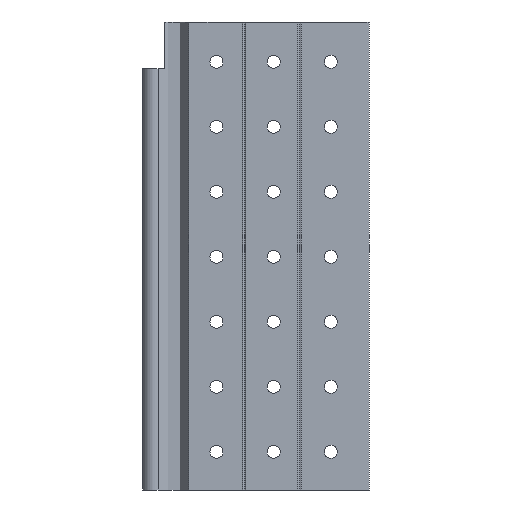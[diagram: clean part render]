
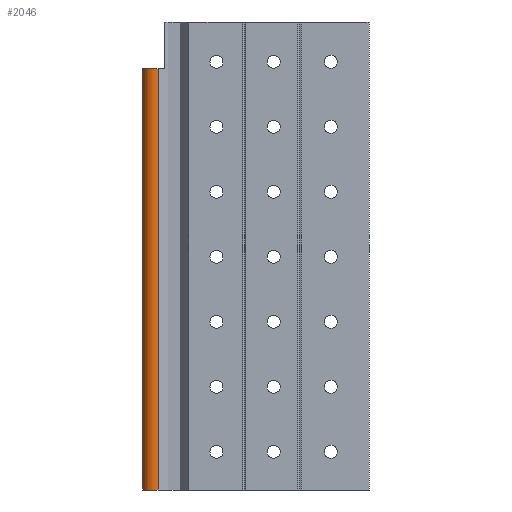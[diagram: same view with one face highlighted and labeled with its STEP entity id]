
A CAD part, left-side view. The second image highlights one B-rep face of the part: STEP entity #2046.
In plain terms, the highlighted cylindrical face has radius 6 mm (diameter 12 mm), a partial arc.
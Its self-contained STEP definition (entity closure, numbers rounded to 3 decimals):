
#72 = CARTESIAN_POINT ( 'NONE',  ( 14.275, 127.4, -27. ) ) ;
#84 = LINE ( 'NONE', #1668, #1639 ) ;
#126 = EDGE_LOOP ( 'NONE', ( #2527, #1897, #1430, #840 ) ) ;
#152 = CYLINDRICAL_SURFACE ( 'NONE', #1747, 6. ) ;
#176 = VERTEX_POINT ( 'NONE', #72 ) ;
#205 = DIRECTION ( 'NONE',  ( 0., 0., -1. ) ) ;
#259 = DIRECTION ( 'NONE',  ( 0., 0., 1. ) ) ;
#310 = VERTEX_POINT ( 'NONE', #1134 ) ;
#490 = DIRECTION ( 'NONE',  ( 0., 1., 0. ) ) ;
#773 = CARTESIAN_POINT ( 'NONE',  ( 9.078, 124.4, -270. ) ) ;
#840 = ORIENTED_EDGE ( 'NONE', *, *, #1766, .T. ) ;
#918 = VERTEX_POINT ( 'NONE', #1853 ) ;
#998 = DIRECTION ( 'NONE',  ( -1., 0., 0. ) ) ;
#1124 = AXIS2_PLACEMENT_3D ( 'NONE', #1980, #205, #998 ) ;
#1134 = CARTESIAN_POINT ( 'NONE',  ( 3.882, 121.4, -270. ) ) ;
#1239 = VERTEX_POINT ( 'NONE', #1685 ) ;
#1430 = ORIENTED_EDGE ( 'NONE', *, *, #2134, .F. ) ;
#1477 = DIRECTION ( 'NONE',  ( 0., 0., -1. ) ) ;
#1619 = CIRCLE ( 'NONE', #1124, 6. ) ;
#1639 = VECTOR ( 'NONE', #2247, 1000. ) ;
#1668 = CARTESIAN_POINT ( 'NONE',  ( 3.882, 121.4, -270. ) ) ;
#1685 = CARTESIAN_POINT ( 'NONE',  ( 14.275, 127.4, -270. ) ) ;
#1696 = CARTESIAN_POINT ( 'NONE',  ( 14.275, 127.4, -270. ) ) ;
#1747 = AXIS2_PLACEMENT_3D ( 'NONE', #773, #2524, #1784 ) ;
#1766 = EDGE_CURVE ( 'NONE', #310, #918, #84, .T. ) ;
#1783 = EDGE_CURVE ( 'NONE', #1239, #176, #2456, .T. ) ;
#1784 = DIRECTION ( 'NONE',  ( 1., 0., 0. ) ) ;
#1853 = CARTESIAN_POINT ( 'NONE',  ( 3.882, 121.4, -27. ) ) ;
#1897 = ORIENTED_EDGE ( 'NONE', *, *, #1783, .F. ) ;
#1980 = CARTESIAN_POINT ( 'NONE',  ( 9.078, 124.4, -270. ) ) ;
#2046 = ADVANCED_FACE ( 'NONE', ( #2552 ), #152, .T. ) ;
#2077 = CARTESIAN_POINT ( 'NONE',  ( 9.078, 124.4, -27. ) ) ;
#2120 = AXIS2_PLACEMENT_3D ( 'NONE', #2077, #1477, #490 ) ;
#2134 = EDGE_CURVE ( 'NONE', #310, #1239, #1619, .T. ) ;
#2199 = CIRCLE ( 'NONE', #2120, 6. ) ;
#2247 = DIRECTION ( 'NONE',  ( 0., 0., 1. ) ) ;
#2425 = VECTOR ( 'NONE', #259, 1000. ) ;
#2427 = EDGE_CURVE ( 'NONE', #918, #176, #2199, .T. ) ;
#2456 = LINE ( 'NONE', #1696, #2425 ) ;
#2524 = DIRECTION ( 'NONE',  ( 0., 0., 1. ) ) ;
#2527 = ORIENTED_EDGE ( 'NONE', *, *, #2427, .T. ) ;
#2552 = FACE_OUTER_BOUND ( 'NONE', #126, .T. ) ;
